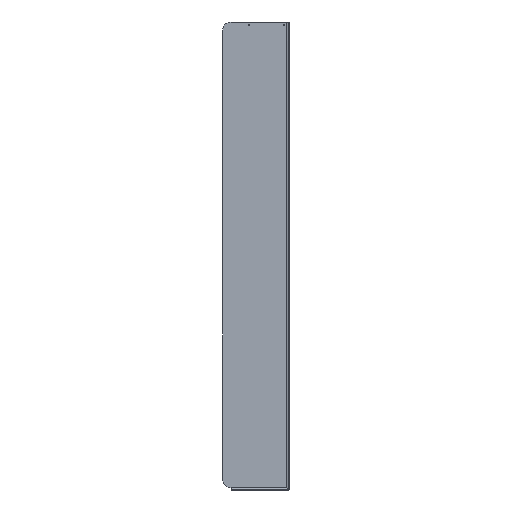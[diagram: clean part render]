
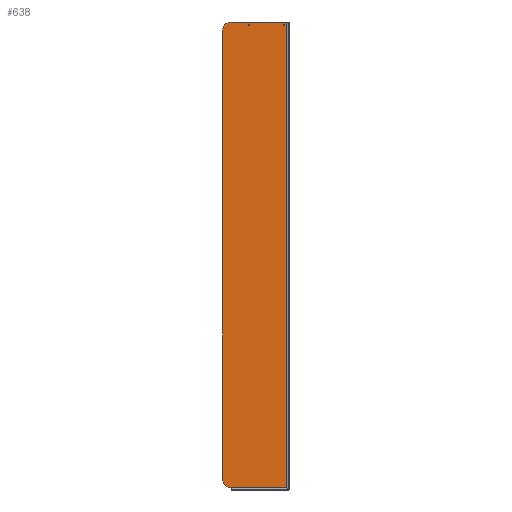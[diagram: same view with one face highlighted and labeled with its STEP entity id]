
A CAD part, left-side view. The second image highlights one B-rep face of the part: STEP entity #638.
In plain terms, the highlighted planar face has unit normal (-1, 0, 0).
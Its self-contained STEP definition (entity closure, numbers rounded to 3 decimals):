
#6 = DIRECTION ( 'NONE',  ( 0., 0., 1. ) ) ;
#11 = CARTESIAN_POINT ( 'NONE',  ( -5., 0., 0. ) ) ;
#16 = CARTESIAN_POINT ( 'NONE',  ( -5., 34.5, 1378.75 ) ) ;
#21 = DIRECTION ( 'NONE',  ( 0., 0., 1. ) ) ;
#25 = DIRECTION ( 'NONE',  ( 0., 0., 1. ) ) ;
#39 = ORIENTED_EDGE ( 'NONE', *, *, #550, .F. ) ;
#43 = DIRECTION ( 'NONE',  ( -1., 0., 0. ) ) ;
#49 = CARTESIAN_POINT ( 'NONE',  ( -5., -192.5, 1393.5 ) ) ;
#56 = VERTEX_POINT ( 'NONE', #621 ) ;
#59 = DIRECTION ( 'NONE',  ( -1., 0., 0. ) ) ;
#60 = VERTEX_POINT ( 'NONE', #776 ) ;
#80 = CARTESIAN_POINT ( 'NONE',  ( -5., 142.5, 1393.5 ) ) ;
#101 = CARTESIAN_POINT ( 'NONE',  ( -5., 34.5, 1374.5 ) ) ;
#140 = DIRECTION ( 'NONE',  ( -1., 0., 0. ) ) ;
#148 = CARTESIAN_POINT ( 'NONE',  ( -5., -192.5, 1393.5 ) ) ;
#181 = EDGE_LOOP ( 'NONE', ( #39, #839, #884, #233, #519, #377 ) ) ;
#188 = CARTESIAN_POINT ( 'NONE',  ( -5., 142.5, -1343.5 ) ) ;
#207 = CIRCLE ( 'NONE', #628, 4.25 ) ;
#208 = DIRECTION ( 'NONE',  ( 0., 0., -1. ) ) ;
#213 = CARTESIAN_POINT ( 'NONE',  ( -5., -175.5, 1374.5 ) ) ;
#217 = LINE ( 'NONE', #830, #853 ) ;
#223 = LINE ( 'NONE', #148, #540 ) ;
#226 = VERTEX_POINT ( 'NONE', #939 ) ;
#229 = AXIS2_PLACEMENT_3D ( 'NONE', #11, #693, #6 ) ;
#233 = ORIENTED_EDGE ( 'NONE', *, *, #537, .F. ) ;
#263 = VERTEX_POINT ( 'NONE', #80 ) ;
#282 = DIRECTION ( 'NONE',  ( 0., 0., 1. ) ) ;
#292 = CARTESIAN_POINT ( 'NONE',  ( -5., 192.5, -1343.5 ) ) ;
#322 = CIRCLE ( 'NONE', #493, 50. ) ;
#329 = CARTESIAN_POINT ( 'NONE',  ( -5., 142.5, 1343.5 ) ) ;
#344 = CARTESIAN_POINT ( 'NONE',  ( -5., -192.5, 1393.5 ) ) ;
#355 = EDGE_CURVE ( 'NONE', #904, #559, #797, .T. ) ;
#359 = DIRECTION ( 'NONE',  ( 0., 0., 1. ) ) ;
#362 = VERTEX_POINT ( 'NONE', #292 ) ;
#367 = DIRECTION ( 'NONE',  ( 0., 0., 1. ) ) ;
#370 = FACE_BOUND ( 'NONE', #913, .T. ) ;
#377 = ORIENTED_EDGE ( 'NONE', *, *, #483, .T. ) ;
#384 = AXIS2_PLACEMENT_3D ( 'NONE', #823, #140, #282 ) ;
#385 = ORIENTED_EDGE ( 'NONE', *, *, #875, .F. ) ;
#386 = EDGE_CURVE ( 'NONE', #56, #60, #217, .T. ) ;
#408 = CARTESIAN_POINT ( 'NONE',  ( -5., -175.5, 1370.25 ) ) ;
#417 = DIRECTION ( 'NONE',  ( -1., 0., 0. ) ) ;
#430 = EDGE_CURVE ( 'NONE', #263, #528, #223, .T. ) ;
#435 = ORIENTED_EDGE ( 'NONE', *, *, #770, .F. ) ;
#483 = EDGE_CURVE ( 'NONE', #263, #958, #759, .T. ) ;
#493 = AXIS2_PLACEMENT_3D ( 'NONE', #188, #417, #359 ) ;
#501 = EDGE_CURVE ( 'NONE', #362, #60, #322, .T. ) ;
#502 = LINE ( 'NONE', #808, #718 ) ;
#519 = ORIENTED_EDGE ( 'NONE', *, *, #430, .F. ) ;
#520 = DIRECTION ( 'NONE',  ( 0., -1., 0. ) ) ;
#528 = VERTEX_POINT ( 'NONE', #344 ) ;
#537 = EDGE_CURVE ( 'NONE', #528, #56, #574, .T. ) ;
#540 = VECTOR ( 'NONE', #520, 1000. ) ;
#550 = EDGE_CURVE ( 'NONE', #362, #958, #502, .T. ) ;
#559 = VERTEX_POINT ( 'NONE', #763 ) ;
#574 = LINE ( 'NONE', #49, #854 ) ;
#601 = PLANE ( 'NONE',  #229 ) ;
#611 = ORIENTED_EDGE ( 'NONE', *, *, #883, .F. ) ;
#621 = CARTESIAN_POINT ( 'NONE',  ( -5., -192.5, -1393.5 ) ) ;
#624 = AXIS2_PLACEMENT_3D ( 'NONE', #753, #59, #367 ) ;
#628 = AXIS2_PLACEMENT_3D ( 'NONE', #101, #863, #25 ) ;
#638 = ADVANCED_FACE ( 'NONE', ( #370, #757, #688 ), #601, .T. ) ;
#675 = DIRECTION ( 'NONE',  ( 0., 0., 1. ) ) ;
#685 = EDGE_LOOP ( 'NONE', ( #385, #611 ) ) ;
#688 = FACE_OUTER_BOUND ( 'NONE', #181, .T. ) ;
#693 = DIRECTION ( 'NONE',  ( -1., 0., 0. ) ) ;
#718 = VECTOR ( 'NONE', #965, 1000. ) ;
#721 = DIRECTION ( 'NONE',  ( -1., 0., 0. ) ) ;
#736 = CARTESIAN_POINT ( 'NONE',  ( -5., 192.5, 1343.5 ) ) ;
#753 = CARTESIAN_POINT ( 'NONE',  ( -5., 34.5, 1374.5 ) ) ;
#757 = FACE_BOUND ( 'NONE', #685, .T. ) ;
#759 = CIRCLE ( 'NONE', #800, 50. ) ;
#763 = CARTESIAN_POINT ( 'NONE',  ( -5., 34.5, 1370.25 ) ) ;
#770 = EDGE_CURVE ( 'NONE', #559, #904, #207, .T. ) ;
#776 = CARTESIAN_POINT ( 'NONE',  ( -5., 142.5, -1393.5 ) ) ;
#793 = VERTEX_POINT ( 'NONE', #408 ) ;
#797 = CIRCLE ( 'NONE', #624, 4.25 ) ;
#800 = AXIS2_PLACEMENT_3D ( 'NONE', #329, #721, #21 ) ;
#808 = CARTESIAN_POINT ( 'NONE',  ( -5., 192.5, 1393.5 ) ) ;
#816 = CIRCLE ( 'NONE', #384, 4.25 ) ;
#817 = DIRECTION ( 'NONE',  ( 0., 1., 0. ) ) ;
#823 = CARTESIAN_POINT ( 'NONE',  ( -5., -175.5, 1374.5 ) ) ;
#830 = CARTESIAN_POINT ( 'NONE',  ( -5., -192.5, -1393.5 ) ) ;
#837 = AXIS2_PLACEMENT_3D ( 'NONE', #213, #43, #675 ) ;
#839 = ORIENTED_EDGE ( 'NONE', *, *, #501, .T. ) ;
#853 = VECTOR ( 'NONE', #817, 1000. ) ;
#854 = VECTOR ( 'NONE', #208, 1000. ) ;
#863 = DIRECTION ( 'NONE',  ( -1., 0., 0. ) ) ;
#868 = CIRCLE ( 'NONE', #837, 4.25 ) ;
#875 = EDGE_CURVE ( 'NONE', #226, #793, #868, .T. ) ;
#883 = EDGE_CURVE ( 'NONE', #793, #226, #816, .T. ) ;
#884 = ORIENTED_EDGE ( 'NONE', *, *, #386, .F. ) ;
#904 = VERTEX_POINT ( 'NONE', #16 ) ;
#913 = EDGE_LOOP ( 'NONE', ( #949, #435 ) ) ;
#939 = CARTESIAN_POINT ( 'NONE',  ( -5., -175.5, 1378.75 ) ) ;
#949 = ORIENTED_EDGE ( 'NONE', *, *, #355, .F. ) ;
#958 = VERTEX_POINT ( 'NONE', #736 ) ;
#965 = DIRECTION ( 'NONE',  ( 0., 0., 1. ) ) ;
